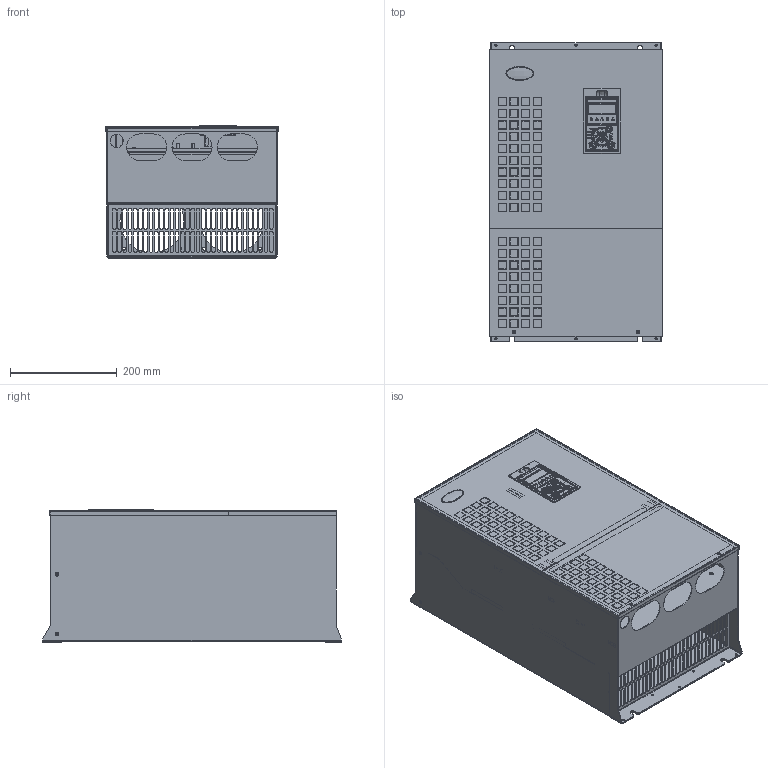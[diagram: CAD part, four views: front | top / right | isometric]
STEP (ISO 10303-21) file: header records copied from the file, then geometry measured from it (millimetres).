
FILE_DESCRIPTION((''),'2;1');
FILE_NAME('306MA09_ASM','2019-02-20T',('admin'),(''),'PRO/ENGINEER BY PARAMETRIC TECHNOLOGY CORPORATION, 2015240','PRO/ENGINEER BY PARAMETRIC TECHNOLOGY CORPORATION, 2015240','');
FILE_SCHEMA(('CONFIG_CONTROL_DESIGN'));
Products named in the file (31): 306MS25; 306MS26; 306MS27; 306MS30; 306MS31; 306MS36; 306MS35; 306MS33; 306MS34; MAODING; 306MA27_ASM; 306MS29; 306MS28; 306MS32; 306MS21; 306MS23; 306MS17; 306MA28_ASM; 306MS22; 306MS24; 306MA29_ASM; 306MA25_ASM; 302MP01; 302MP02; 302ME01; 302PK01; KW4-521ASB; 302MP03; 302MA01_ASM; 302MP09; 306MA09_ASM
Assembly tree (47 placements, depth 4):
  306MA09_ASM
    306MA25_ASM
      306MA27_ASM
        306MS25
        306MS26
        306MS27
        306MS30
        306MS31
        306MS36
        306MS35  x8
        306MS33
        306MS34
        MAODING  x10
      306MS29
      306MS28
      306MS32
      306MA28_ASM
        306MS21
        306MS23  x2
        306MS17
      306MA29_ASM
        306MS22
        306MS24
    302MA01_ASM
      302MP01
      302MP02
      302ME01
      302PK01
      KW4-521ASB
      302MP03
    302MP09
Bounding box: 323.5 x 560 x 248.3 mm (x, y, z)
Volume: 1397030.4 mm3; surface area: 2088038 mm2
Topology: 96 solids, 96 shells, 6389 faces, 15871 edges, 9794 vertices
Faces by surface type: plane 3557, cylinder 2569, cone 72, bspline 71, torus 64, sphere 48, extrusion 8
Entity records: 188583 total; most frequent: CARTESIAN_POINT 43101, ORIENTED_EDGE 30454, DIRECTION 28726, EDGE_CURVE 15227, VECTOR 10998, LINE 10990, VERTEX_POINT 9424, AXIS2_PLACEMENT_3D 8864
